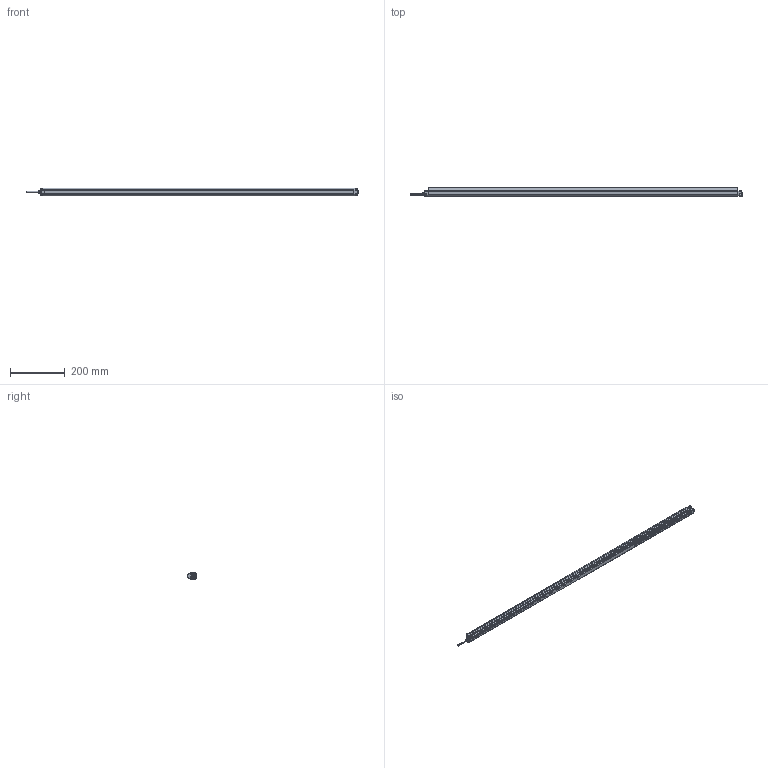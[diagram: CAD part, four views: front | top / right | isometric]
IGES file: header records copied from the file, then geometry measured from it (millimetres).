
Start section:  PTC IGES file: 167027.igs
Global section: file name: 167027.igs; native system: Pro/ENGINEER by Parametric Technology Corporation; preprocessor: 2009141; author: banengservice; organization: Unknown; date: 20120904.083623; units: inch
Bounding box: 1214.5 x 32.19 x 28 mm (x, y, z)
Volume: 499819 mm3; surface area: 305602.8 mm2
Topology: 2 solids, 2 shells, 635 faces, 1554 edges, 914 vertices
Faces by surface type: revolution 372, bspline 263
